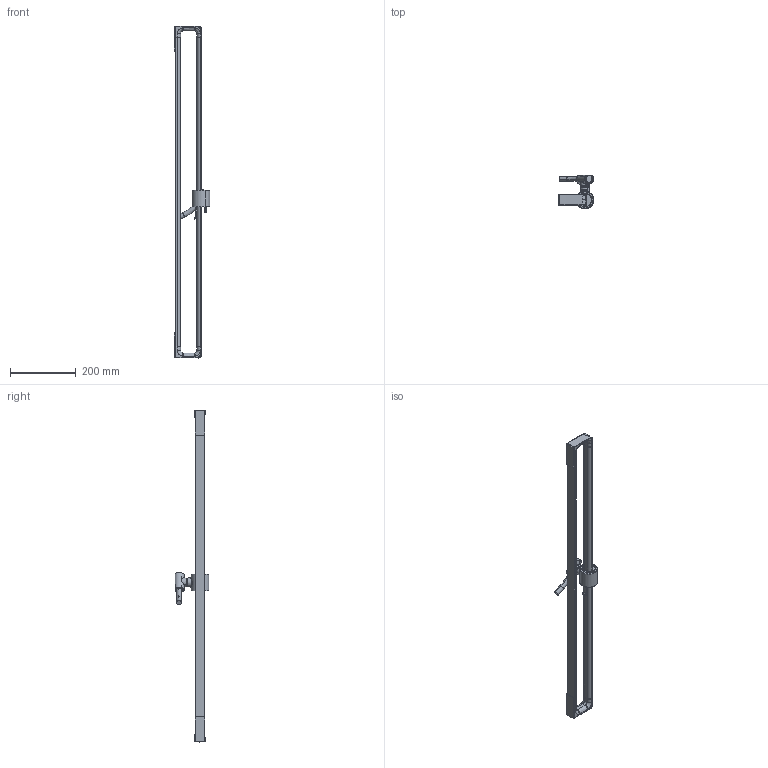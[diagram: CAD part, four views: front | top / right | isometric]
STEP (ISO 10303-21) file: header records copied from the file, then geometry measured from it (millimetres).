
FILE_DESCRIPTION(('CAx-IF Rec.Pracs.---Model Styling and Organization---1.2---2011-12-15','CAx-IF Rec.Pracs.---Geometric and Assembly Validation Properties---4.1---2014-06-16','CAx-IF Rec.Pracs.---PMI Polyline Presentation---2.0---2013-05-24'),'2;1');
FILE_NAME('1000120223_PPR_000.stp','2022-02-01T09:40:25+01:00',(''),(''),'STEP Interface 4.3 by CT CoreTechnologie','3D_Evolution4.3 by CT CoreTechnologie','');
FILE_SCHEMA(('AP203_CONFIGURATION_CONTROLLED_3D_DESIGN_OF_MECHANICAL_PARTS_AND_ASSEMBLIES_MIM_LF'));
Length unit declared in the file: millimetre
Products named in the file (17): P_2 AX Citterio E Brausestange 900mm 1000120223_PPR_000_A1; P_2 Wandstütze AX Citterio Universal kpl 1000120222_PPR_000_A0; P_2 Wandstütze AX Citterio Univ. 1000105200_PPA_000_A0; P_2 Profill Wandst. 937 AX Citterio Uni. 1000105196_PPA_000_A0; P_2 Profil Adapter AX Citterio Universal 1000105201_PPA_000_A0; P_2 Schieber Citterio E 1000105203_PPR_000_A1; P_2 Fuehrung Schieber AX Citterio Univ. 1000105213_PPA_000_A0; P_2 Schnappfutter Oxbow 1000086029_PPA_000_A1; P_2 Deckel Schieber AX Citterio Univ. 1000105209_PPA_000_A0; P_2 Konusaufnahme Oxbow 1000084797_PPA_000_A1; P_2 Gleitring Oxbow 1000105220_PPA_000_A0; P_2 Blende Druck. Schieb. AX Citt. Univ. 1000105210_PPA_000_A0; P_ 2 Abdeckg. Schieber AX Citterio Univ. 1000105206_PPA_000_A0; P_2 Fliesenausgl. KST AX Citterio Univ. 1000105193_PPA_000_A0; P_2 Isiflex B Schlauchst. EB Wirbels.geb 1000117638_PPR_000_A1; P_2 Halbfertigschlauch Isiflex B (EB) 1000114312_PPA_000_A0; P_2 Mutter Wirbelseite Isiflex 1000084521_PPA_000_A1
Assembly tree (22 placements, depth 3):
  P_2 AX Citterio E Brausestange 900mm 1000120223_PPR_000_A1
    P_2 Wandstütze AX Citterio Universal kpl 1000120222_PPR_000_A0  x2
      P_2 Wandstütze AX Citterio Univ. 1000105200_PPA_000_A0
    P_2 Profill Wandst. 937 AX Citterio Uni. 1000105196_PPA_000_A0  x2
    P_2 Profil Adapter AX Citterio Universal 1000105201_PPA_000_A0  x4
    P_2 Schieber Citterio E 1000105203_PPR_000_A1
      P_2 Fuehrung Schieber AX Citterio Univ. 1000105213_PPA_000_A0
      P_2 Schnappfutter Oxbow 1000086029_PPA_000_A1
      P_2 Deckel Schieber AX Citterio Univ. 1000105209_PPA_000_A0
      P_2 Konusaufnahme Oxbow 1000084797_PPA_000_A1
      P_2 Gleitring Oxbow 1000105220_PPA_000_A0
      P_2 Blende Druck. Schieb. AX Citt. Univ. 1000105210_PPA_000_A0
      P_ 2 Abdeckg. Schieber AX Citterio Univ. 1000105206_PPA_000_A0
    P_2 Fliesenausgl. KST AX Citterio Univ. 1000105193_PPA_000_A0  x2
    P_2 Isiflex B Schlauchst. EB Wirbels.geb 1000117638_PPR_000_A1
      P_2 Halbfertigschlauch Isiflex B (EB) 1000114312_PPA_000_A0
      P_2 Mutter Wirbelseite Isiflex 1000084521_PPA_000_A1
Bounding box: 107.99 x 102.51 x 1009 mm (x, y, z)
Volume: 1151596.9 mm3; surface area: 242387.5 mm2
Topology: 19 solids, 19 shells, 781 faces, 1780 edges, 1022 vertices
Faces by surface type: bspline 399, cylinder 224, plane 158
Entity records: 40998 total; most frequent: CARTESIAN_POINT 21757, ORIENTED_EDGE 2496, DIRECTION 2336, EDGE_CURVE 1248, AXIS2_PLACEMENT_3D 930, VERTEX_POINT 728, CIRCLE 643, EDGE_LOOP 562
